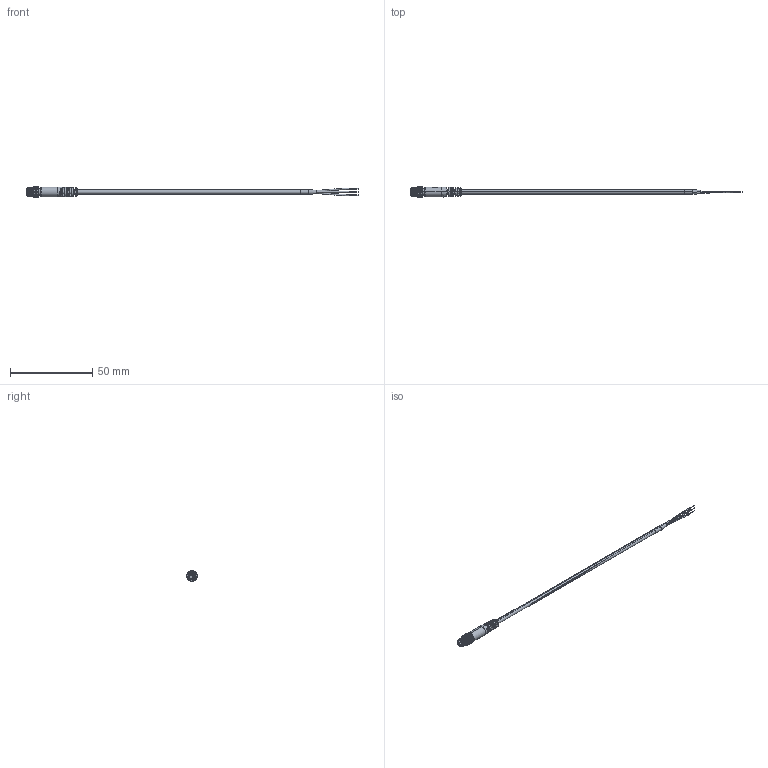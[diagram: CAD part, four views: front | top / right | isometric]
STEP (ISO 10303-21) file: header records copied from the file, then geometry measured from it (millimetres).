
FILE_DESCRIPTION (( 'STEP AP203' ), '1' );
FILE_NAME ('10-03011_revA.STEP', '2018-09-17T16:28:43', ( '' ), ( '' ), 'SwSTEP 2.0', 'SolidWorks 2015', '' );
FILE_SCHEMA (( 'CONFIG_CONTROL_DESIGN' ));
Length unit declared in the file: millimetre
Products named in the file (8): M5M3P; 30-00653_s + t; 10-03011_revA; M5Male_pin_13.75 mm; 50-00601; M5Male_inline threads; 24-00263
Assembly tree (9 placements, depth 4):
  10-03011_revA
    30-00653_s + t
    24-00263
    50-00601
      M5Male_inline threads
      M5M3P
        M5M3P
        M5Male_pin_13.75 mm  x3
Bounding box: 202.38 x 6.5 x 6.5 mm (x, y, z)
Volume: 1579.1 mm3; surface area: 13252.6 mm2
Topology: 276 solids, 276 shells, 2172 faces, 4304 edges, 2699 vertices
Faces by surface type: cylinder 1012, plane 622, bspline 454, torus 72, cone 6, sphere 6
Entity records: 64958 total; most frequent: CARTESIAN_POINT 21359, DIRECTION 8526, ORIENTED_EDGE 8480, EDGE_CURVE 4240, AXIS2_PLACEMENT_3D 3661, VERTEX_POINT 2659, EDGE_LOOP 2463, ADVANCED_FACE 2148
